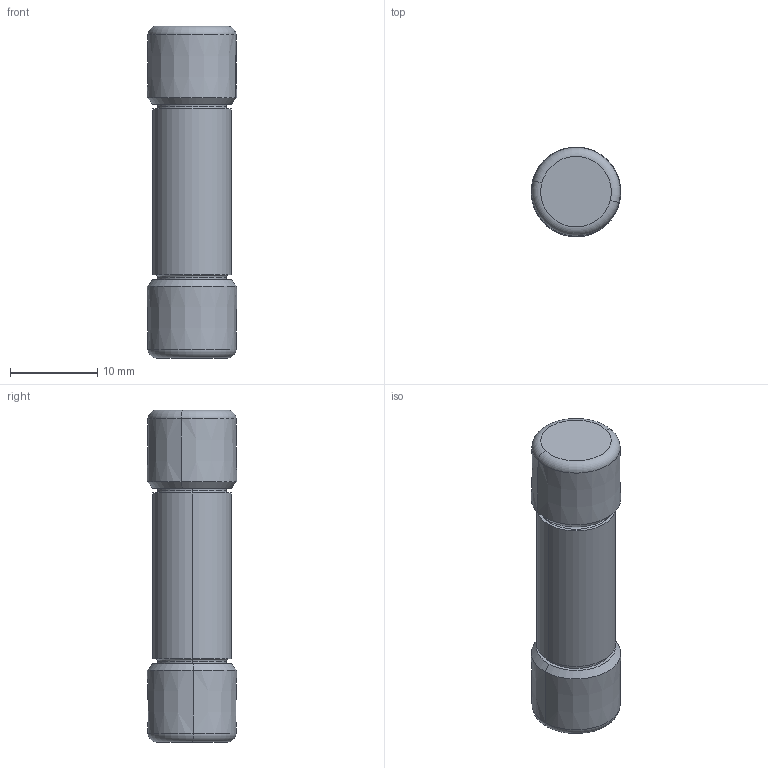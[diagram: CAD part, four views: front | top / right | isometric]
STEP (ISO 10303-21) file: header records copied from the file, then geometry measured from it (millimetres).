
FILE_DESCRIPTION (( 'STEP AP214' ), '1' );
FILE_NAME ('OUT-1209032.STEP', '2023-07-24T18:48:58', ( '' ), ( '' ), 'SwSTEP 2.0', 'SolidWorks 2021', '' );
FILE_SCHEMA (( 'AUTOMOTIVE_DESIGN' ));
Length unit declared in the file: inch
Products named in the file (3): OUT-1209032; 1208194; 1208261_CRIMPED
Assembly tree (3 placements, depth 2):
  OUT-1209032
    1208194
    1208261_CRIMPED  x2
Bounding box: 10.28 x 10.28 x 38.1 mm (x, y, z)
Volume: 1786.4 mm3; surface area: 3013.4 mm2
Topology: 3 solids, 3 shells, 70 faces, 136 edges, 80 vertices
Faces by surface type: cone 20, cylinder 20, torus 16, plane 14
Entity records: 1562 total; most frequent: DIRECTION 306, CARTESIAN_POINT 233, ORIENTED_EDGE 216, AXIS2_PLACEMENT_3D 137, EDGE_CURVE 108, CIRCLE 76, EDGE_LOOP 64, VERTEX_POINT 64
